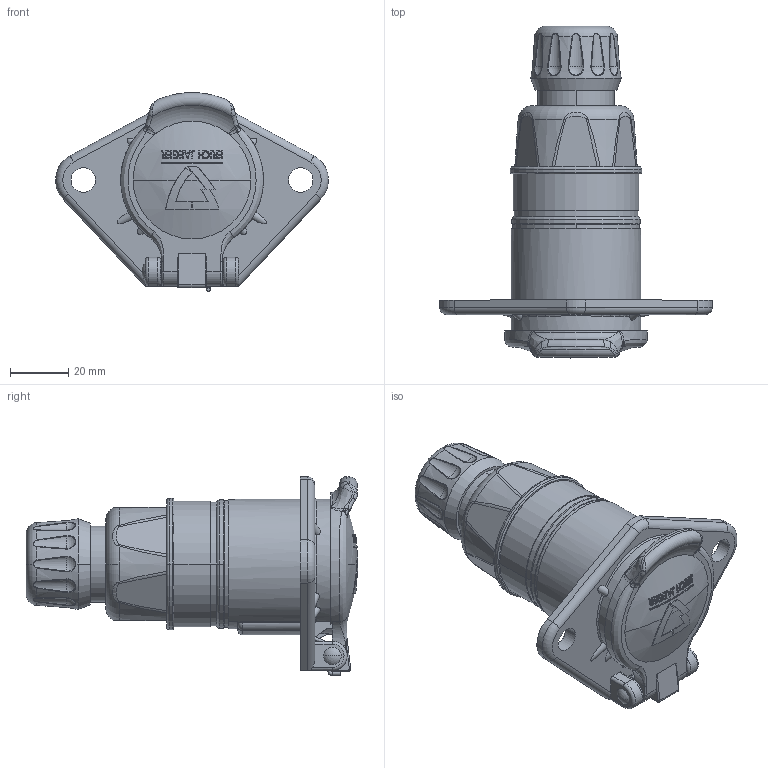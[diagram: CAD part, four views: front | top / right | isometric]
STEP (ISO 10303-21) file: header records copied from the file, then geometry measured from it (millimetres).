
FILE_DESCRIPTION((''),'2;1');
FILE_NAME('151290_SW0001','2020-06-02T18:01:24',('teru'),(''),'CREO PARAMETRIC BY PTC INC, 2017380','CREO PARAMETRIC BY PTC INC, 2017380','');
FILE_SCHEMA(('CONFIG_CONTROL_DESIGN'));
Length unit declared in the file: millimetre
Products named in the file (1): 151290_SW0001
Bounding box: 93.54 x 113.87 x 68.21 mm (x, y, z)
Volume: 151541.1 mm3; surface area: 29262 mm2
Topology: 1 solids, 1 shells, 689 faces, 1796 edges, 1132 vertices
Faces by surface type: plane 234, cylinder 151, bspline 115, extrusion 68, torus 62, sphere 39, cone 15, revolution 5
Entity records: 33489 total; most frequent: CARTESIAN_POINT 17414, ORIENTED_EDGE 3576, DIRECTION 3072, EDGE_CURVE 1788, AXIS2_PLACEMENT_3D 1216, VERTEX_POINT 1131, EDGE_LOOP 739, CIRCLE 716
